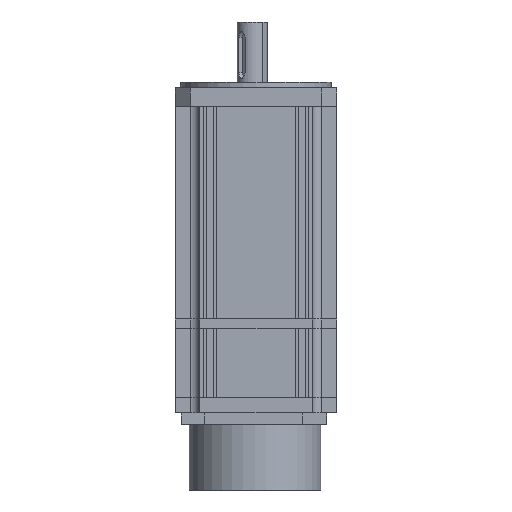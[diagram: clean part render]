
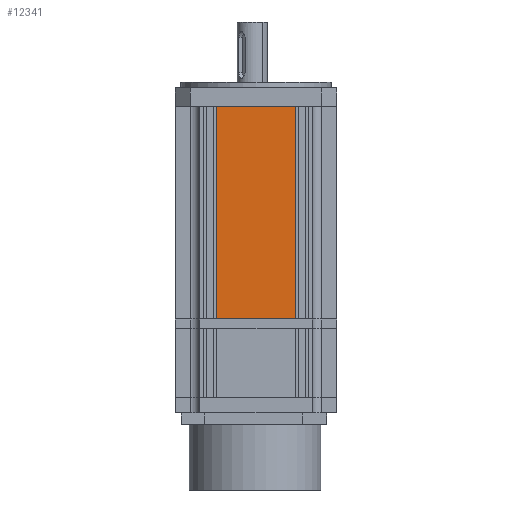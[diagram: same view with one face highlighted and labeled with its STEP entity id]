
A CAD part, front view. The second image highlights one B-rep face of the part: STEP entity #12341.
In plain terms, the highlighted planar face has unit normal (0, -1, 0).
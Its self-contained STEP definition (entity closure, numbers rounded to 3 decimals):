
#1395 = AXIS2_PLACEMENT_3D ( 'NONE', #5982, #4785, #14068 ) ;
#1434 = CARTESIAN_POINT ( 'NONE',  ( 15., 2., -113. ) ) ;
#1497 = VECTOR ( 'NONE', #6897, 1000. ) ;
#1912 = LINE ( 'NONE', #9106, #14567 ) ;
#2529 = ORIENTED_EDGE ( 'NONE', *, *, #3274, .F. ) ;
#3274 = EDGE_CURVE ( 'NONE', #5220, #9286, #14904, .T. ) ;
#3645 = DIRECTION ( 'NONE',  ( 1., 0., 0. ) ) ;
#3686 = CARTESIAN_POINT ( 'NONE',  ( 65.869, 2., 0. ) ) ;
#3990 = ORIENTED_EDGE ( 'NONE', *, *, #7032, .T. ) ;
#4785 = DIRECTION ( 'NONE',  ( 0., -1., 0. ) ) ;
#5220 = VERTEX_POINT ( 'NONE', #10699 ) ;
#5431 = FACE_OUTER_BOUND ( 'NONE', #11971, .T. ) ;
#5982 = CARTESIAN_POINT ( 'NONE',  ( 15., 2., -113. ) ) ;
#6458 = VERTEX_POINT ( 'NONE', #14229 ) ;
#6806 = CARTESIAN_POINT ( 'NONE',  ( 65.869, 2., -113. ) ) ;
#6897 = DIRECTION ( 'NONE',  ( 1., 0., 0. ) ) ;
#7032 = EDGE_CURVE ( 'NONE', #6458, #9286, #10014, .T. ) ;
#7178 = EDGE_CURVE ( 'NONE', #12457, #6458, #9586, .T. ) ;
#8242 = DIRECTION ( 'NONE',  ( 0., 0., 1. ) ) ;
#8679 = VECTOR ( 'NONE', #3645, 1000. ) ;
#9106 = CARTESIAN_POINT ( 'NONE',  ( 24.131, 2., -113. ) ) ;
#9286 = VERTEX_POINT ( 'NONE', #3686 ) ;
#9586 = LINE ( 'NONE', #1434, #1497 ) ;
#9988 = ORIENTED_EDGE ( 'NONE', *, *, #11979, .F. ) ;
#10014 = LINE ( 'NONE', #6806, #10213 ) ;
#10213 = VECTOR ( 'NONE', #8242, 1000. ) ;
#10491 = DIRECTION ( 'NONE',  ( 0., 0., 1. ) ) ;
#10699 = CARTESIAN_POINT ( 'NONE',  ( 24.131, 2., 0. ) ) ;
#11313 = CARTESIAN_POINT ( 'NONE',  ( 24.131, 2., -113. ) ) ;
#11971 = EDGE_LOOP ( 'NONE', ( #15016, #3990, #2529, #9988 ) ) ;
#11979 = EDGE_CURVE ( 'NONE', #12457, #5220, #1912, .T. ) ;
#12341 = ADVANCED_FACE ( 'NONE', ( #5431 ), #13886, .T. ) ;
#12457 = VERTEX_POINT ( 'NONE', #11313 ) ;
#13886 = PLANE ( 'NONE',  #1395 ) ;
#14068 = DIRECTION ( 'NONE',  ( 0., 0., -1. ) ) ;
#14229 = CARTESIAN_POINT ( 'NONE',  ( 65.869, 2., -113. ) ) ;
#14567 = VECTOR ( 'NONE', #10491, 1000. ) ;
#14904 = LINE ( 'NONE', #15534, #8679 ) ;
#15016 = ORIENTED_EDGE ( 'NONE', *, *, #7178, .T. ) ;
#15534 = CARTESIAN_POINT ( 'NONE',  ( 15., 2., 0. ) ) ;
